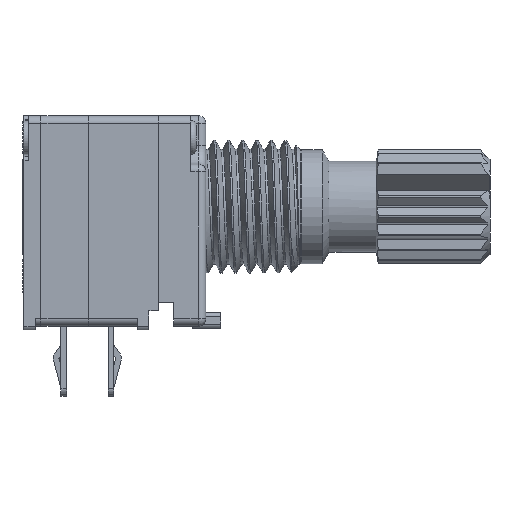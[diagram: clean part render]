
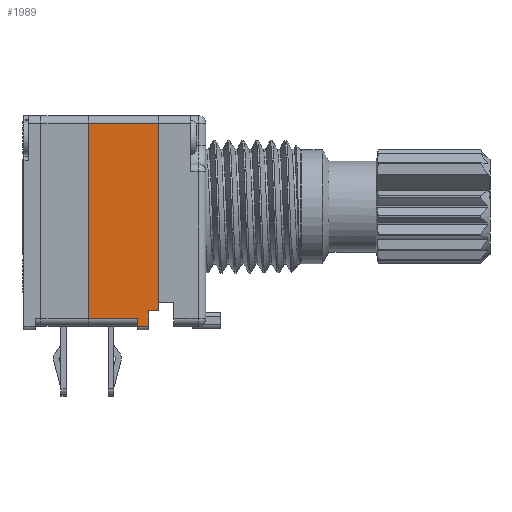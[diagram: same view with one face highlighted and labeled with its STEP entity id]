
A CAD part, left-side view. The second image highlights one B-rep face of the part: STEP entity #1989.
In plain terms, the highlighted planar face has unit normal (-1, 0, 0).
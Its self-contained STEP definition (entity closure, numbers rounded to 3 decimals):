
#1989=ADVANCED_FACE('',(#6355),#6357,.T.);
#6355=FACE_BOUND('',#6356,.T.);
#6356=EDGE_LOOP('',(#8239,#8240,#8241,#8242,#8243,#8244,#8245,#8246));
#6357=PLANE('',#6358);
#6358=AXIS2_PLACEMENT_3D('',#6359,#6360,#6361);
#6359=CARTESIAN_POINT('',(-4.75,0.,0.));
#6360=DIRECTION('',(-1.,0.,0.));
#6361=DIRECTION('',(0.,0.,-1.));
#8239=ORIENTED_EDGE('',*,*,#9352,.T.);
#8240=ORIENTED_EDGE('',*,*,#9353,.T.);
#8241=ORIENTED_EDGE('',*,*,#9354,.T.);
#8242=ORIENTED_EDGE('',*,*,#9348,.F.);
#8243=ORIENTED_EDGE('',*,*,#9355,.T.);
#8244=ORIENTED_EDGE('',*,*,#9356,.T.);
#8245=ORIENTED_EDGE('',*,*,#9357,.T.);
#8246=ORIENTED_EDGE('',*,*,#9358,.T.);
#9348=EDGE_CURVE('',#10406,#10408,#10409,.T.);
#9352=EDGE_CURVE('',#10415,#10416,#10417,.T.);
#9353=EDGE_CURVE('',#10416,#10418,#10419,.T.);
#9354=EDGE_CURVE('',#10418,#10408,#10420,.T.);
#9355=EDGE_CURVE('',#10406,#10421,#10422,.T.);
#9356=EDGE_CURVE('',#10421,#10423,#10424,.T.);
#9357=EDGE_CURVE('',#10423,#10425,#10426,.T.);
#9358=EDGE_CURVE('',#10425,#10415,#10427,.T.);
#10406=VERTEX_POINT('',#14803);
#10408=VERTEX_POINT('',#14807);
#10409=LINE('',#14808,#14809);
#10415=VERTEX_POINT('',#14824);
#10416=VERTEX_POINT('',#14825);
#10417=LINE('',#14826,#14827);
#10418=VERTEX_POINT('',#14829);
#10419=LINE('',#14830,#14831);
#10420=LINE('',#14833,#14834);
#10421=VERTEX_POINT('',#14836);
#10422=LINE('',#14837,#14838);
#10423=VERTEX_POINT('',#14840);
#10424=LINE('',#14841,#14842);
#10425=VERTEX_POINT('',#14844);
#10426=LINE('',#14845,#14846);
#10427=LINE('',#14848,#14849);
#14803=CARTESIAN_POINT('',(-4.75,3.,1.));
#14807=CARTESIAN_POINT('',(-4.75,3.,0.2));
#14808=CARTESIAN_POINT('',(-4.75,3.,1.));
#14809=VECTOR('',#14810,1.);
#14810=DIRECTION('',(0.,0.,-1.));
#14824=CARTESIAN_POINT('',(-4.75,6.2,0.6));
#14825=CARTESIAN_POINT('',(-4.75,3.6,0.6));
#14826=CARTESIAN_POINT('',(-4.75,6.2,0.6));
#14827=VECTOR('',#14828,1.);
#14828=DIRECTION('',(0.,-1.,0.));
#14829=CARTESIAN_POINT('',(-4.75,3.6,0.2));
#14830=CARTESIAN_POINT('',(-4.75,3.6,0.6));
#14831=VECTOR('',#14832,1.);
#14832=DIRECTION('',(0.,0.,-1.));
#14833=CARTESIAN_POINT('',(-4.75,3.6,0.2));
#14834=VECTOR('',#14835,1.);
#14835=DIRECTION('',(0.,-1.,0.));
#14836=CARTESIAN_POINT('',(-4.75,2.5,1.));
#14837=CARTESIAN_POINT('',(-4.75,3.,1.));
#14838=VECTOR('',#14839,1.);
#14839=DIRECTION('',(0.,-1.,0.));
#14840=CARTESIAN_POINT('',(-4.75,2.5,10.9));
#14841=CARTESIAN_POINT('',(-4.75,2.5,1.));
#14842=VECTOR('',#14843,1.);
#14843=DIRECTION('',(0.,0.,1.));
#14844=CARTESIAN_POINT('',(-4.75,6.2,10.9));
#14845=CARTESIAN_POINT('',(-4.75,2.5,10.9));
#14846=VECTOR('',#14847,1.);
#14847=DIRECTION('',(0.,1.,0.));
#14848=CARTESIAN_POINT('',(-4.75,6.2,10.9));
#14849=VECTOR('',#14850,1.);
#14850=DIRECTION('',(0.,0.,-1.));
